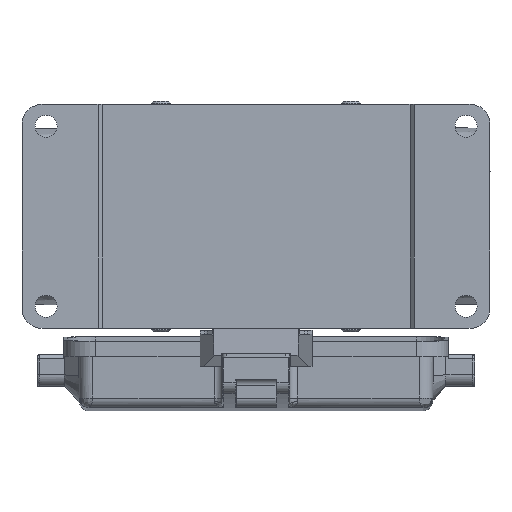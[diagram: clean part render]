
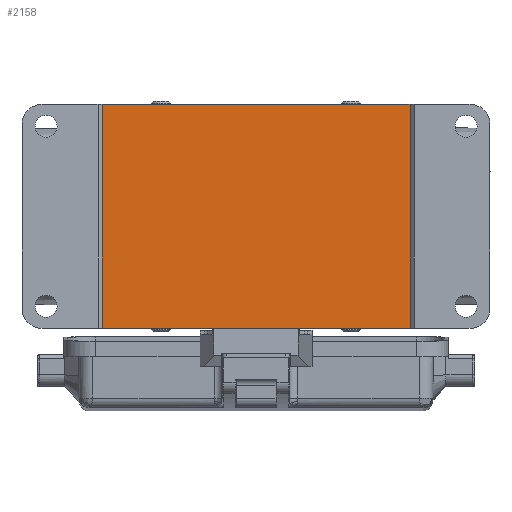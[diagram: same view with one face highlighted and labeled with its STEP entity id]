
A CAD part, front view. The second image highlights one B-rep face of the part: STEP entity #2158.
In plain terms, the highlighted planar face has unit normal (0, -1, 0).
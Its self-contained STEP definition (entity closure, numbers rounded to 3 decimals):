
#906=FACE_OUTER_BOUND('',#4994,.T.);
#2158=ADVANCED_FACE('NONE',(#906),#2592,.F.);
#2592=PLANE('',#13000);
#3318=LINE('',#22310,#4176);
#3319=LINE('',#22313,#4177);
#3320=LINE('',#22315,#4178);
#3321=LINE('',#22317,#4179);
#4176=VECTOR('',#15468,1.);
#4177=VECTOR('',#15469,1.);
#4178=VECTOR('',#15470,1.);
#4179=VECTOR('',#15471,1.);
#4994=EDGE_LOOP('',(#7587,#7588,#7589,#7590));
#7587=ORIENTED_EDGE('',*,*,#11300,.F.);
#7588=ORIENTED_EDGE('',*,*,#11301,.T.);
#7589=ORIENTED_EDGE('',*,*,#11302,.F.);
#7590=ORIENTED_EDGE('',*,*,#11303,.T.);
#9752=VERTEX_POINT('',#22311);
#9753=VERTEX_POINT('',#22312);
#9754=VERTEX_POINT('',#22314);
#9755=VERTEX_POINT('',#22316);
#11300=EDGE_CURVE('NONE',#9752,#9753,#3318,.T.);
#11301=EDGE_CURVE('NONE',#9752,#9754,#3319,.T.);
#11302=EDGE_CURVE('NONE',#9755,#9754,#3320,.T.);
#11303=EDGE_CURVE('NONE',#9755,#9753,#3321,.T.);
#13000=AXIS2_PLACEMENT_3D('',#22318,#15472,#15473);
#15468=DIRECTION('',(1.,0.,0.));
#15469=DIRECTION('',(0.,0.,-1.));
#15470=DIRECTION('',(-1.,0.,0.));
#15471=DIRECTION('',(0.,0.,1.));
#15472=DIRECTION('',(0.,1.,0.));
#15473=DIRECTION('',(0.,0.,1.));
#22310=CARTESIAN_POINT('',(-58.5,-23.,28.));
#22311=CARTESIAN_POINT('',(-38.5,-23.,28.));
#22312=CARTESIAN_POINT('',(38.5,-23.,28.));
#22313=CARTESIAN_POINT('',(-38.5,-23.,33.6));
#22314=CARTESIAN_POINT('',(-38.5,-23.,-28.));
#22315=CARTESIAN_POINT('',(58.5,-23.,-28.));
#22316=CARTESIAN_POINT('',(38.5,-23.,-28.));
#22317=CARTESIAN_POINT('',(38.5,-23.,33.6));
#22318=CARTESIAN_POINT('',(38.5,-23.,33.6));
